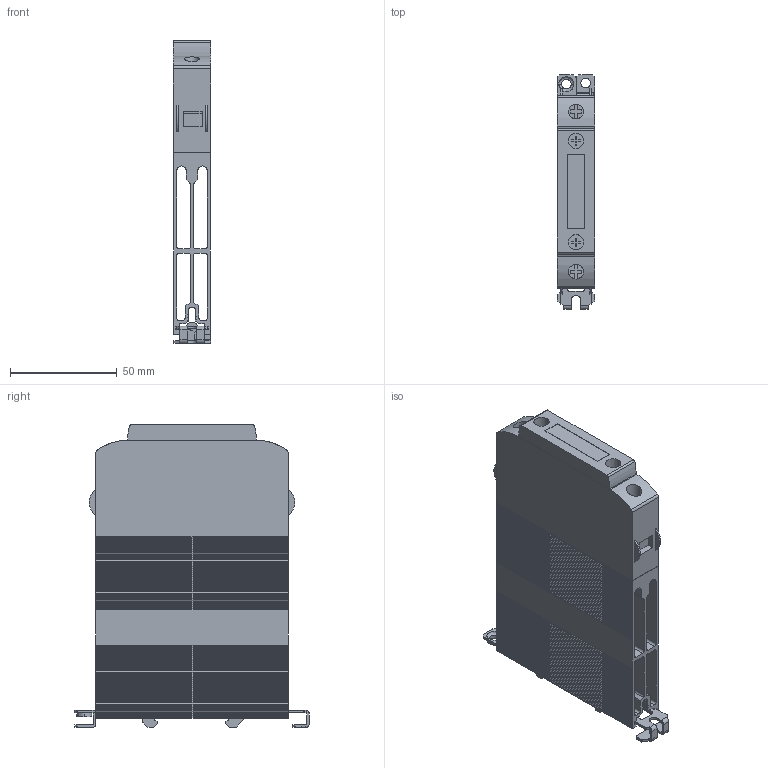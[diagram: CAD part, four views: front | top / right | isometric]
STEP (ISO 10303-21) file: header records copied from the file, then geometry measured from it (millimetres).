
FILE_DESCRIPTION (( 'STEP AP203' ), '1' );
FILE_NAME ('GRSH-30-60-D-0-0.step', '2024-04-04T11:30:04', ( '' ), ( '' ), 'SwSTEP 2.0', 'SolidWorks 2023', '' );
FILE_SCHEMA (( 'CONFIG_CONTROL_DESIGN' ));
Length unit declared in the file: inch
Products named in the file (1): GRSH-30-60-D-0-0
Bounding box: 17.5 x 110 x 141.8 mm (x, y, z)
Volume: 126605.8 mm3; surface area: 74785.9 mm2
Topology: 4 solids, 4 shells, 999 faces, 2927 edges, 1949 vertices
Faces by surface type: plane 577, cylinder 420, bspline 2
Entity records: 33543 total; most frequent: CARTESIAN_POINT 6080, ORIENTED_EDGE 5854, DIRECTION 5754, EDGE_CURVE 2927, LINE 2064, VECTOR 2064, VERTEX_POINT 1949, AXIS2_PLACEMENT_3D 1845
